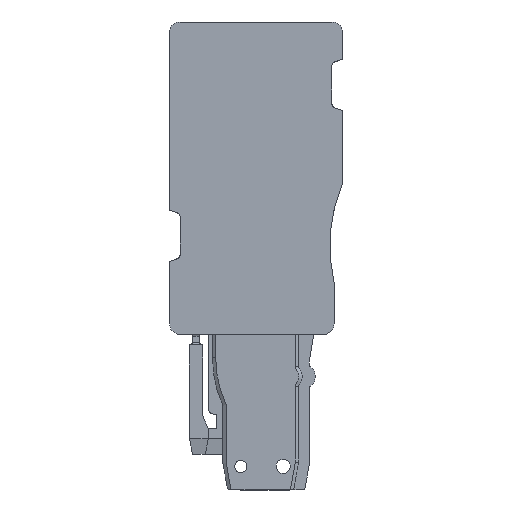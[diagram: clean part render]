
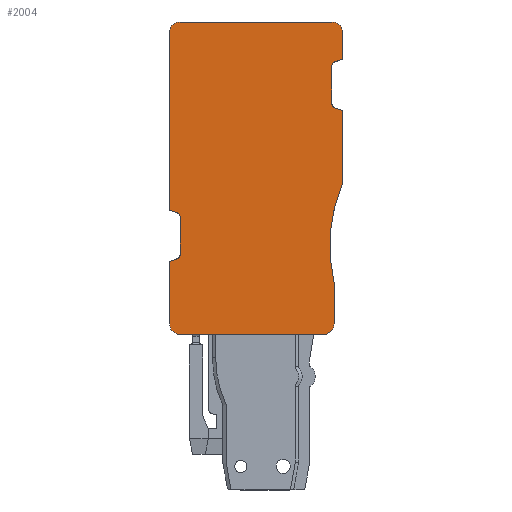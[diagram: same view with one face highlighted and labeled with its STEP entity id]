
A CAD part, left-side view. The second image highlights one B-rep face of the part: STEP entity #2004.
In plain terms, the highlighted planar face has unit normal (-1, 0, 0).
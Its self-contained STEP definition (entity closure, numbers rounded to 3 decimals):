
#1792=AXIS2_PLACEMENT_3D('Plane Axis2P3D',#1789,#1790,#1791) ;
#1805=AXIS2_PLACEMENT_3D('Circle Axis2P3D',#1803,#1804,$) ;
#1819=AXIS2_PLACEMENT_3D('Circle Axis2P3D',#1817,#1818,$) ;
#1833=AXIS2_PLACEMENT_3D('Circle Axis2P3D',#1831,#1832,$) ;
#1847=AXIS2_PLACEMENT_3D('Circle Axis2P3D',#1845,#1846,$) ;
#1861=AXIS2_PLACEMENT_3D('Circle Axis2P3D',#1859,#1860,$) ;
#1875=AXIS2_PLACEMENT_3D('Circle Axis2P3D',#1873,#1874,$) ;
#1889=AXIS2_PLACEMENT_3D('Circle Axis2P3D',#1887,#1888,$) ;
#1903=AXIS2_PLACEMENT_3D('Circle Axis2P3D',#1901,#1902,$) ;
#1917=AXIS2_PLACEMENT_3D('Circle Axis2P3D',#1915,#1916,$) ;
#1931=AXIS2_PLACEMENT_3D('Circle Axis2P3D',#1929,#1930,$) ;
#1945=AXIS2_PLACEMENT_3D('Circle Axis2P3D',#1943,#1944,$) ;
#1959=AXIS2_PLACEMENT_3D('Circle Axis2P3D',#1957,#1958,$) ;
#1973=AXIS2_PLACEMENT_3D('Circle Axis2P3D',#1971,#1972,$) ;
#1789=CARTESIAN_POINT('Axis2P3D Location',(0.,7.5,14.85)) ;
#1794=CARTESIAN_POINT('Line Origine',(0.,8.65,14.85)) ;
#1798=CARTESIAN_POINT('Vertex',(0.,1.8,14.85)) ;
#1800=CARTESIAN_POINT('Vertex',(0.,15.5,14.85)) ;
#1803=CARTESIAN_POINT('Axis2P3D Location',(0.,1.8,15.85)) ;
#1807=CARTESIAN_POINT('Vertex',(0.,0.8,15.85)) ;
#1810=CARTESIAN_POINT('Line Origine',(0.,0.8,17.8)) ;
#1814=CARTESIAN_POINT('Vertex',(0.,0.8,19.75)) ;
#1817=CARTESIAN_POINT('Axis2P3D Location',(0.,-13.774,23.3)) ;
#1821=CARTESIAN_POINT('Vertex',(0.,0.,29.24)) ;
#1824=CARTESIAN_POINT('Line Origine',(0.,0.,32.691)) ;
#1828=CARTESIAN_POINT('Vertex',(0.,0.,36.142)) ;
#1831=CARTESIAN_POINT('Axis2P3D Location',(0.,0.1,36.142)) ;
#1835=CARTESIAN_POINT('Vertex',(0.,0.069,36.238)) ;
#1838=CARTESIAN_POINT('Line Origine',(0.,0.414,36.349)) ;
#1842=CARTESIAN_POINT('Vertex',(0.,0.758,36.461)) ;
#1845=CARTESIAN_POINT('Axis2P3D Location',(0.,0.65,36.794)) ;
#1849=CARTESIAN_POINT('Vertex',(0.,1.,36.794)) ;
#1852=CARTESIAN_POINT('Line Origine',(0.,1.,38.65)) ;
#1856=CARTESIAN_POINT('Vertex',(0.,1.,40.506)) ;
#1859=CARTESIAN_POINT('Axis2P3D Location',(0.,0.65,40.506)) ;
#1863=CARTESIAN_POINT('Vertex',(0.,0.758,40.839)) ;
#1866=CARTESIAN_POINT('Line Origine',(0.,0.414,40.951)) ;
#1870=CARTESIAN_POINT('Vertex',(0.,0.069,41.062)) ;
#1873=CARTESIAN_POINT('Axis2P3D Location',(0.,0.1,41.158)) ;
#1877=CARTESIAN_POINT('Vertex',(0.,0.,41.158)) ;
#1880=CARTESIAN_POINT('Line Origine',(0.,0.,42.404)) ;
#1884=CARTESIAN_POINT('Vertex',(0.,0.,43.65)) ;
#1887=CARTESIAN_POINT('Axis2P3D Location',(0.,1.,43.65)) ;
#1891=CARTESIAN_POINT('Vertex',(0.,1.,44.65)) ;
#1894=CARTESIAN_POINT('Line Origine',(0.,8.25,44.65)) ;
#1898=CARTESIAN_POINT('Vertex',(0.,15.5,44.65)) ;
#1901=CARTESIAN_POINT('Axis2P3D Location',(0.,15.5,43.65)) ;
#1905=CARTESIAN_POINT('Vertex',(0.,16.5,43.65)) ;
#1908=CARTESIAN_POINT('Line Origine',(0.,16.5,35.204)) ;
#1912=CARTESIAN_POINT('Vertex',(0.,16.5,26.758)) ;
#1915=CARTESIAN_POINT('Axis2P3D Location',(0.,16.4,26.758)) ;
#1919=CARTESIAN_POINT('Vertex',(0.,16.431,26.662)) ;
#1922=CARTESIAN_POINT('Line Origine',(0.,16.086,26.551)) ;
#1926=CARTESIAN_POINT('Vertex',(0.,15.742,26.439)) ;
#1929=CARTESIAN_POINT('Axis2P3D Location',(0.,15.85,26.106)) ;
#1933=CARTESIAN_POINT('Vertex',(0.,15.5,26.106)) ;
#1936=CARTESIAN_POINT('Line Origine',(0.,15.5,24.25)) ;
#1940=CARTESIAN_POINT('Vertex',(0.,15.5,22.394)) ;
#1943=CARTESIAN_POINT('Axis2P3D Location',(0.,15.85,22.394)) ;
#1947=CARTESIAN_POINT('Vertex',(0.,15.742,22.061)) ;
#1950=CARTESIAN_POINT('Line Origine',(0.,16.086,21.949)) ;
#1954=CARTESIAN_POINT('Vertex',(0.,16.431,21.838)) ;
#1957=CARTESIAN_POINT('Axis2P3D Location',(0.,16.4,21.742)) ;
#1961=CARTESIAN_POINT('Vertex',(0.,16.5,21.742)) ;
#1964=CARTESIAN_POINT('Line Origine',(0.,16.5,18.796)) ;
#1968=CARTESIAN_POINT('Vertex',(0.,16.5,15.85)) ;
#1971=CARTESIAN_POINT('Axis2P3D Location',(0.,15.5,15.85)) ;
#1790=DIRECTION('Axis2P3D Direction',(-1.,0.,0.)) ;
#1791=DIRECTION('Axis2P3D XDirection',(0.,-1.,0.)) ;
#1795=DIRECTION('Vector Direction',(0.,1.,0.)) ;
#1804=DIRECTION('Axis2P3D Direction',(-1.,0.,0.)) ;
#1811=DIRECTION('Vector Direction',(0.,0.,1.)) ;
#1818=DIRECTION('Axis2P3D Direction',(-1.,0.,0.)) ;
#1825=DIRECTION('Vector Direction',(0.,0.,1.)) ;
#1832=DIRECTION('Axis2P3D Direction',(-1.,0.,0.)) ;
#1839=DIRECTION('Vector Direction',(0.,-0.951,-0.309)) ;
#1846=DIRECTION('Axis2P3D Direction',(-1.,0.,0.)) ;
#1853=DIRECTION('Vector Direction',(0.,0.,-1.)) ;
#1860=DIRECTION('Axis2P3D Direction',(-1.,0.,0.)) ;
#1867=DIRECTION('Vector Direction',(0.,0.951,-0.309)) ;
#1874=DIRECTION('Axis2P3D Direction',(-1.,0.,0.)) ;
#1881=DIRECTION('Vector Direction',(0.,0.,1.)) ;
#1888=DIRECTION('Axis2P3D Direction',(-1.,0.,0.)) ;
#1895=DIRECTION('Vector Direction',(0.,-1.,0.)) ;
#1902=DIRECTION('Axis2P3D Direction',(-1.,0.,0.)) ;
#1909=DIRECTION('Vector Direction',(0.,0.,-1.)) ;
#1916=DIRECTION('Axis2P3D Direction',(-1.,0.,0.)) ;
#1923=DIRECTION('Vector Direction',(0.,0.951,0.309)) ;
#1930=DIRECTION('Axis2P3D Direction',(-1.,0.,0.)) ;
#1937=DIRECTION('Vector Direction',(0.,0.,-1.)) ;
#1944=DIRECTION('Axis2P3D Direction',(-1.,0.,0.)) ;
#1951=DIRECTION('Vector Direction',(0.,-0.951,0.309)) ;
#1958=DIRECTION('Axis2P3D Direction',(-1.,0.,0.)) ;
#1965=DIRECTION('Vector Direction',(0.,0.,-1.)) ;
#1972=DIRECTION('Axis2P3D Direction',(-1.,0.,0.)) ;
#1796=VECTOR('Line Direction',#1795,1.) ;
#1812=VECTOR('Line Direction',#1811,1.) ;
#1826=VECTOR('Line Direction',#1825,1.) ;
#1840=VECTOR('Line Direction',#1839,1.) ;
#1854=VECTOR('Line Direction',#1853,1.) ;
#1868=VECTOR('Line Direction',#1867,1.) ;
#1882=VECTOR('Line Direction',#1881,1.) ;
#1896=VECTOR('Line Direction',#1895,1.) ;
#1910=VECTOR('Line Direction',#1909,1.) ;
#1924=VECTOR('Line Direction',#1923,1.) ;
#1938=VECTOR('Line Direction',#1937,1.) ;
#1952=VECTOR('Line Direction',#1951,1.) ;
#1966=VECTOR('Line Direction',#1965,1.) ;
#1977=ORIENTED_EDGE('',*,*,#1802,.F.) ;
#1978=ORIENTED_EDGE('',*,*,#1809,.T.) ;
#1979=ORIENTED_EDGE('',*,*,#1816,.T.) ;
#1980=ORIENTED_EDGE('',*,*,#1823,.F.) ;
#1981=ORIENTED_EDGE('',*,*,#1830,.T.) ;
#1982=ORIENTED_EDGE('',*,*,#1837,.T.) ;
#1983=ORIENTED_EDGE('',*,*,#1844,.F.) ;
#1984=ORIENTED_EDGE('',*,*,#1851,.F.) ;
#1985=ORIENTED_EDGE('',*,*,#1858,.F.) ;
#1986=ORIENTED_EDGE('',*,*,#1865,.F.) ;
#1987=ORIENTED_EDGE('',*,*,#1872,.F.) ;
#1988=ORIENTED_EDGE('',*,*,#1879,.T.) ;
#1989=ORIENTED_EDGE('',*,*,#1886,.T.) ;
#1990=ORIENTED_EDGE('',*,*,#1893,.T.) ;
#1991=ORIENTED_EDGE('',*,*,#1900,.F.) ;
#1992=ORIENTED_EDGE('',*,*,#1907,.T.) ;
#1993=ORIENTED_EDGE('',*,*,#1914,.T.) ;
#1994=ORIENTED_EDGE('',*,*,#1921,.T.) ;
#1995=ORIENTED_EDGE('',*,*,#1928,.F.) ;
#1996=ORIENTED_EDGE('',*,*,#1935,.F.) ;
#1997=ORIENTED_EDGE('',*,*,#1942,.T.) ;
#1998=ORIENTED_EDGE('',*,*,#1949,.F.) ;
#1999=ORIENTED_EDGE('',*,*,#1956,.F.) ;
#2000=ORIENTED_EDGE('',*,*,#1963,.T.) ;
#2001=ORIENTED_EDGE('',*,*,#1970,.T.) ;
#2002=ORIENTED_EDGE('',*,*,#1975,.T.) ;
#2004=ADVANCED_FACE('Hauptk\X2\00F6\X0\rper',(#2003),#1793,.T.) ;
#1806=CIRCLE('generated circle',#1805,1.) ;
#1820=CIRCLE('generated circle',#1819,15.) ;
#1834=CIRCLE('generated circle',#1833,0.1) ;
#1848=CIRCLE('generated circle',#1847,0.35) ;
#1862=CIRCLE('generated circle',#1861,0.35) ;
#1876=CIRCLE('generated circle',#1875,0.1) ;
#1890=CIRCLE('generated circle',#1889,1.) ;
#1904=CIRCLE('generated circle',#1903,1.) ;
#1918=CIRCLE('generated circle',#1917,0.1) ;
#1932=CIRCLE('generated circle',#1931,0.35) ;
#1946=CIRCLE('generated circle',#1945,0.35) ;
#1960=CIRCLE('generated circle',#1959,0.1) ;
#1974=CIRCLE('generated circle',#1973,1.) ;
#1802=EDGE_CURVE('',#1799,#1801,#1797,.T.) ;
#1809=EDGE_CURVE('',#1799,#1808,#1806,.T.) ;
#1816=EDGE_CURVE('',#1808,#1815,#1813,.T.) ;
#1823=EDGE_CURVE('',#1822,#1815,#1820,.T.) ;
#1830=EDGE_CURVE('',#1822,#1829,#1827,.T.) ;
#1837=EDGE_CURVE('',#1829,#1836,#1834,.T.) ;
#1844=EDGE_CURVE('',#1843,#1836,#1841,.T.) ;
#1851=EDGE_CURVE('',#1850,#1843,#1848,.T.) ;
#1858=EDGE_CURVE('',#1857,#1850,#1855,.T.) ;
#1865=EDGE_CURVE('',#1864,#1857,#1862,.T.) ;
#1872=EDGE_CURVE('',#1871,#1864,#1869,.T.) ;
#1879=EDGE_CURVE('',#1871,#1878,#1876,.T.) ;
#1886=EDGE_CURVE('',#1878,#1885,#1883,.T.) ;
#1893=EDGE_CURVE('',#1885,#1892,#1890,.T.) ;
#1900=EDGE_CURVE('',#1899,#1892,#1897,.T.) ;
#1907=EDGE_CURVE('',#1899,#1906,#1904,.T.) ;
#1914=EDGE_CURVE('',#1906,#1913,#1911,.T.) ;
#1921=EDGE_CURVE('',#1913,#1920,#1918,.T.) ;
#1928=EDGE_CURVE('',#1927,#1920,#1925,.T.) ;
#1935=EDGE_CURVE('',#1934,#1927,#1932,.T.) ;
#1942=EDGE_CURVE('',#1934,#1941,#1939,.T.) ;
#1949=EDGE_CURVE('',#1948,#1941,#1946,.T.) ;
#1956=EDGE_CURVE('',#1955,#1948,#1953,.T.) ;
#1963=EDGE_CURVE('',#1955,#1962,#1960,.T.) ;
#1970=EDGE_CURVE('',#1962,#1969,#1967,.T.) ;
#1975=EDGE_CURVE('',#1969,#1801,#1974,.T.) ;
#1976=EDGE_LOOP('',(#1977,#1978,#1979,#1980,#1981,#1982,#1983,#1984,#1985,#1986,#1987,#1988,#1989,#1990,#1991,#1992,#1993,#1994,#1995,#1996,#1997,#1998,#1999,#2000,#2001,#2002)) ;
#2003=FACE_OUTER_BOUND('',#1976,.T.) ;
#1797=LINE('Line',#1794,#1796) ;
#1813=LINE('Line',#1810,#1812) ;
#1827=LINE('Line',#1824,#1826) ;
#1841=LINE('Line',#1838,#1840) ;
#1855=LINE('Line',#1852,#1854) ;
#1869=LINE('Line',#1866,#1868) ;
#1883=LINE('Line',#1880,#1882) ;
#1897=LINE('Line',#1894,#1896) ;
#1911=LINE('Line',#1908,#1910) ;
#1925=LINE('Line',#1922,#1924) ;
#1939=LINE('Line',#1936,#1938) ;
#1953=LINE('Line',#1950,#1952) ;
#1967=LINE('Line',#1964,#1966) ;
#1793=PLANE('',#1792) ;
#1799=VERTEX_POINT('',#1798) ;
#1801=VERTEX_POINT('',#1800) ;
#1808=VERTEX_POINT('',#1807) ;
#1815=VERTEX_POINT('',#1814) ;
#1822=VERTEX_POINT('',#1821) ;
#1829=VERTEX_POINT('',#1828) ;
#1836=VERTEX_POINT('',#1835) ;
#1843=VERTEX_POINT('',#1842) ;
#1850=VERTEX_POINT('',#1849) ;
#1857=VERTEX_POINT('',#1856) ;
#1864=VERTEX_POINT('',#1863) ;
#1871=VERTEX_POINT('',#1870) ;
#1878=VERTEX_POINT('',#1877) ;
#1885=VERTEX_POINT('',#1884) ;
#1892=VERTEX_POINT('',#1891) ;
#1899=VERTEX_POINT('',#1898) ;
#1906=VERTEX_POINT('',#1905) ;
#1913=VERTEX_POINT('',#1912) ;
#1920=VERTEX_POINT('',#1919) ;
#1927=VERTEX_POINT('',#1926) ;
#1934=VERTEX_POINT('',#1933) ;
#1941=VERTEX_POINT('',#1940) ;
#1948=VERTEX_POINT('',#1947) ;
#1955=VERTEX_POINT('',#1954) ;
#1962=VERTEX_POINT('',#1961) ;
#1969=VERTEX_POINT('',#1968) ;
